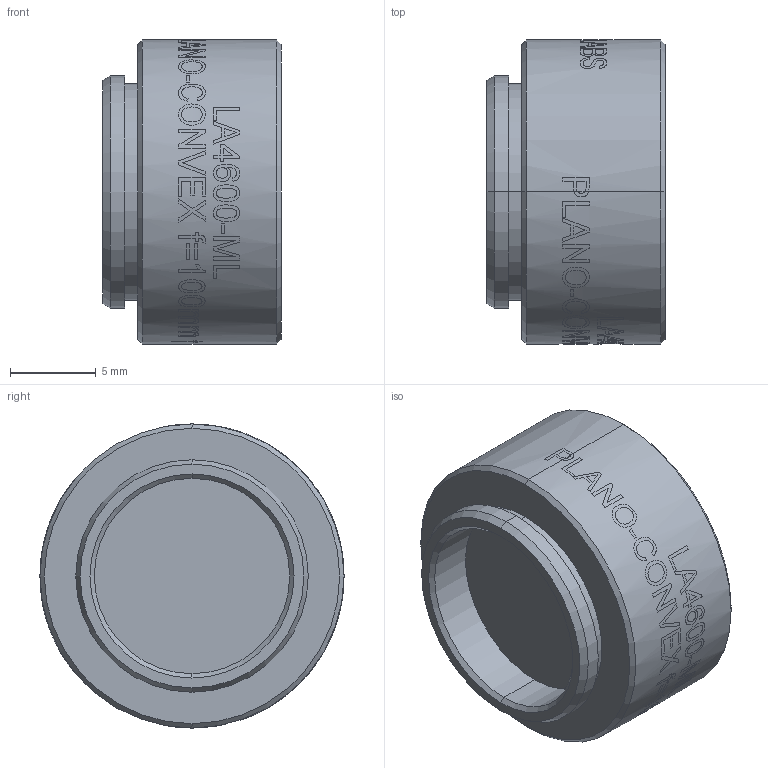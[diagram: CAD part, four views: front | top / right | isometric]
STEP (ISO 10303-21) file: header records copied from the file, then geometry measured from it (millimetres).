
FILE_DESCRIPTION (( 'STEP AP203' ), '1' );
FILE_NAME ('TTN039324-E0W.STEP', '2015-11-04T21:57:29', ( 'admin' ), ( '' ), 'SwSTEP 2.0', 'SolidWorks 2014', '' );
FILE_SCHEMA (( 'CONFIG_CONTROL_DESIGN' ));
Length unit declared in the file: millimetre
Products named in the file (1): TTN039324-E0W
Bounding box: 10.41 x 17.78 x 17.78 mm (x, y, z)
Volume: 1283.7 mm3; surface area: 1840.3 mm2
Topology: 3 solids, 3 shells, 110 faces, 560 edges, 511 vertices
Faces by surface type: cylinder 77, plane 16, cone 15, torus 2
Entity records: 9525 total; most frequent: CARTESIAN_POINT 4996, ORIENTED_EDGE 1116, DIRECTION 712, EDGE_CURVE 558, VERTEX_POINT 511, AXIS2_PLACEMENT_3D 285, B_SPLINE_CURVE_WITH_KNOTS 242, CIRCLE 174
